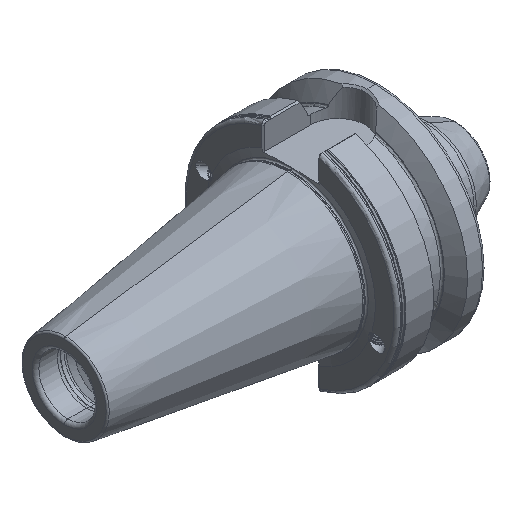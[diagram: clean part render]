
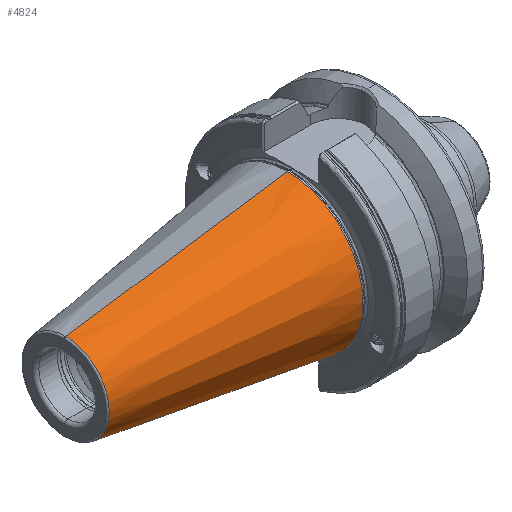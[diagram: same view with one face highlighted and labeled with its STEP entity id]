
A CAD part, isometric view. The second image highlights one B-rep face of the part: STEP entity #4824.
In plain terms, the highlighted conical face has half-angle 8.297 degrees and reference radius 22.24 mm.
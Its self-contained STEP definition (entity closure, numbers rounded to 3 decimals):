
#297 = DIRECTION ( 'NONE',  ( 1., 0., 0. ) ) ;
#300 = DIRECTION ( 'NONE',  ( 0., 0., -1. ) ) ;
#304 = CARTESIAN_POINT ( 'NONE',  ( -0.9, 0., 0. ) ) ;
#1415 = AXIS2_PLACEMENT_3D ( 'NONE', #12189, #12178, #12198 ) ;
#1422 = AXIS2_PLACEMENT_3D ( 'NONE', #12141, #12168, #12131 ) ;
#1493 = AXIS2_PLACEMENT_3D ( 'NONE', #304, #297, #300 ) ;
#2634 = EDGE_LOOP ( 'NONE', ( #21422, #21381, #21405, #20567 ) ) ;
#2881 = VERTEX_POINT ( 'NONE', #8736 ) ;
#2951 = VERTEX_POINT ( 'NONE', #8853 ) ;
#2956 = VERTEX_POINT ( 'NONE', #8815 ) ;
#2991 = VERTEX_POINT ( 'NONE', #8846 ) ;
#4824 = ADVANCED_FACE ( 'NONE', ( #8659 ), #8666, .T. ) ;
#4969 = CARTESIAN_POINT ( 'NONE',  ( -0.9, 0., 22.24 ) ) ;
#4975 = DIRECTION ( 'NONE',  ( 0.99, 0., 0.144 ) ) ;
#5014 = CARTESIAN_POINT ( 'NONE',  ( -0.9, 0., -22.24 ) ) ;
#5019 = DIRECTION ( 'NONE',  ( 0.99, 0., -0.144 ) ) ;
#6072 = LINE ( 'NONE', #5014, #6079 ) ;
#6079 = VECTOR ( 'NONE', #5019, 1000. ) ;
#8069 = CIRCLE ( 'NONE', #1415, 12.75 ) ;
#8071 = CIRCLE ( 'NONE', #1422, 22.24 ) ;
#8078 = LINE ( 'NONE', #4969, #8134 ) ;
#8134 = VECTOR ( 'NONE', #4975, 1000. ) ;
#8659 = FACE_OUTER_BOUND ( 'NONE', #2634, .T. ) ;
#8666 = CONICAL_SURFACE ( 'NONE', #1493, 22.24, 0.145 ) ;
#8736 = CARTESIAN_POINT ( 'NONE',  ( -65.972, 0., -12.75 ) ) ;
#8815 = CARTESIAN_POINT ( 'NONE',  ( -0.9, 0., -22.24 ) ) ;
#8846 = CARTESIAN_POINT ( 'NONE',  ( -0.9, 0., 22.24 ) ) ;
#8853 = CARTESIAN_POINT ( 'NONE',  ( -65.972, 0., 12.75 ) ) ;
#11807 = EDGE_CURVE ( 'NONE', #2991, #2956, #8071, .T. ) ;
#11820 = EDGE_CURVE ( 'NONE', #2951, #2881, #8069, .T. ) ;
#12062 = EDGE_CURVE ( 'NONE', #2951, #2991, #8078, .T. ) ;
#12078 = EDGE_CURVE ( 'NONE', #2881, #2956, #6072, .T. ) ;
#12131 = DIRECTION ( 'NONE',  ( 0., 0., -1. ) ) ;
#12141 = CARTESIAN_POINT ( 'NONE',  ( -0.9, 0., 0. ) ) ;
#12168 = DIRECTION ( 'NONE',  ( 1., 0., 0. ) ) ;
#12178 = DIRECTION ( 'NONE',  ( 1., 0., 0. ) ) ;
#12189 = CARTESIAN_POINT ( 'NONE',  ( -65.972, 0., 0. ) ) ;
#12198 = DIRECTION ( 'NONE',  ( 0., 0., -1. ) ) ;
#20567 = ORIENTED_EDGE ( 'NONE', *, *, #11807, .F. ) ;
#21381 = ORIENTED_EDGE ( 'NONE', *, *, #11820, .T. ) ;
#21405 = ORIENTED_EDGE ( 'NONE', *, *, #12078, .T. ) ;
#21422 = ORIENTED_EDGE ( 'NONE', *, *, #12062, .F. ) ;
